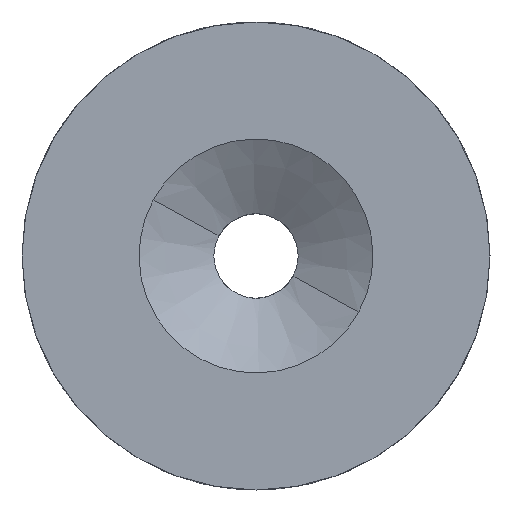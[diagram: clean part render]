
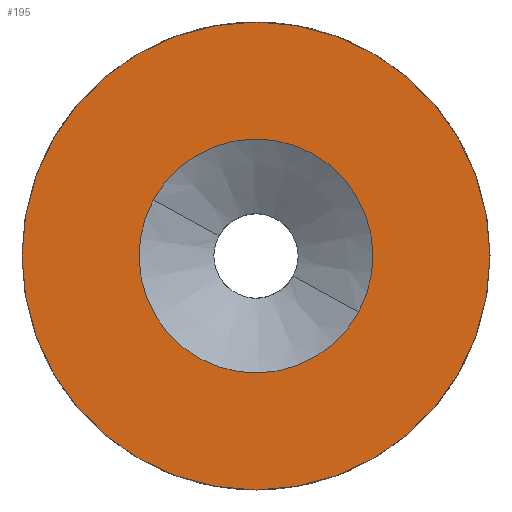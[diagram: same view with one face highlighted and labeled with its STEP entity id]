
A CAD part, left-side view. The second image highlights one B-rep face of the part: STEP entity #195.
In plain terms, the highlighted planar face has unit normal (-1, 0, 0).
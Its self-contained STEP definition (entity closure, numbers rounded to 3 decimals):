
#57=CARTESIAN_POINT('Axis2P3D Location',(-18.,0.,0.)) ;
#61=CARTESIAN_POINT('Vertex',(-18.,-3.949,-2.157)) ;
#63=CARTESIAN_POINT('Vertex',(-18.,3.949,2.157)) ;
#92=CARTESIAN_POINT('Axis2P3D Location',(-18.,0.,0.)) ;
#168=CARTESIAN_POINT('Axis2P3D Location',(-18.,0.,0.)) ;
#173=CARTESIAN_POINT('Axis2P3D Location',(-18.,0.,0.)) ;
#177=CARTESIAN_POINT('Vertex',(-18.,-9.,0.)) ;
#179=CARTESIAN_POINT('Vertex',(-18.,9.,0.)) ;
#182=CARTESIAN_POINT('Axis2P3D Location',(-18.,0.,0.)) ;
#58=DIRECTION('Axis2P3D Direction',(1.,0.,-0.)) ;
#93=DIRECTION('Axis2P3D Direction',(1.,0.,-0.)) ;
#169=DIRECTION('Axis2P3D Direction',(1.,0.,0.)) ;
#170=DIRECTION('Axis2P3D XDirection',(0.,1.,0.)) ;
#174=DIRECTION('Axis2P3D Direction',(1.,0.,0.)) ;
#183=DIRECTION('Axis2P3D Direction',(1.,0.,0.)) ;
#59=AXIS2_PLACEMENT_3D('Circle Axis2P3D',#57,#58,$) ;
#94=AXIS2_PLACEMENT_3D('Circle Axis2P3D',#92,#93,$) ;
#171=AXIS2_PLACEMENT_3D('Plane Axis2P3D',#168,#169,#170) ;
#175=AXIS2_PLACEMENT_3D('Circle Axis2P3D',#173,#174,$) ;
#184=AXIS2_PLACEMENT_3D('Circle Axis2P3D',#182,#183,$) ;
#188=ORIENTED_EDGE('',*,*,#181,.F.) ;
#189=ORIENTED_EDGE('',*,*,#186,.F.) ;
#192=ORIENTED_EDGE('',*,*,#65,.T.) ;
#193=ORIENTED_EDGE('',*,*,#96,.T.) ;
#194=FACE_BOUND('',#191,.T.) ;
#195=ADVANCED_FACE('Corps principal',(#190,#194),#172,.F.) ;
#60=CIRCLE('generated circle',#59,4.5) ;
#95=CIRCLE('generated circle',#94,4.5) ;
#176=CIRCLE('generated circle',#175,9.) ;
#185=CIRCLE('generated circle',#184,9.) ;
#65=EDGE_CURVE('',#62,#64,#60,.T.) ;
#96=EDGE_CURVE('',#64,#62,#95,.T.) ;
#181=EDGE_CURVE('',#178,#180,#176,.T.) ;
#186=EDGE_CURVE('',#180,#178,#185,.T.) ;
#187=EDGE_LOOP('',(#188,#189)) ;
#191=EDGE_LOOP('',(#192,#193)) ;
#190=FACE_OUTER_BOUND('',#187,.T.) ;
#172=PLANE('Plane',#171) ;
#62=VERTEX_POINT('',#61) ;
#64=VERTEX_POINT('',#63) ;
#178=VERTEX_POINT('',#177) ;
#180=VERTEX_POINT('',#179) ;
